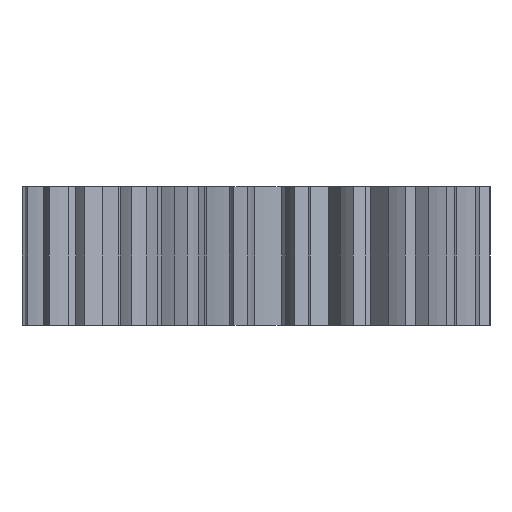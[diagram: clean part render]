
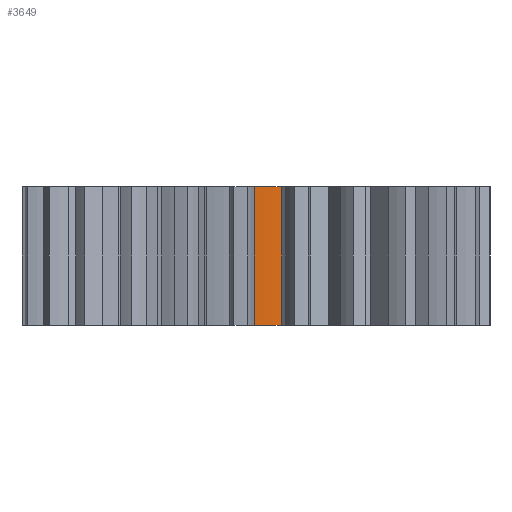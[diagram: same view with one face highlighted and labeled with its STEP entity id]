
A CAD part, front view. The second image highlights one B-rep face of the part: STEP entity #3649.
In plain terms, the highlighted cylindrical face has radius 13.438 mm (diameter 26.876 mm), a partial arc.
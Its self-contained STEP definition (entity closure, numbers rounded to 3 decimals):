
#528=CARTESIAN_POINT('',(0.,0.,0.));
#529=DIRECTION('',(0.,0.,1.));
#530=DIRECTION('',(-0.008,-1.,0.));
#531=AXIS2_PLACEMENT_3D('',#528,#529,#530);
#861=DIRECTION('',(0.,0.,-1.));
#862=VECTOR('',#861,10.);
#863=CARTESIAN_POINT('',(1.851,-13.31,10.));
#864=LINE('',#863,#862);
#865=DIRECTION('',(0.,0.,-1.));
#866=VECTOR('',#865,10.);
#867=CARTESIAN_POINT('',(-0.103,-13.438,10.));
#868=LINE('',#867,#866);
#1677=CARTESIAN_POINT('',(0.,0.,10.));
#1678=DIRECTION('',(0.,0.,1.));
#1679=DIRECTION('',(-0.008,-1.,0.));
#1680=AXIS2_PLACEMENT_3D('',#1677,#1678,#1679);
#2665=CARTESIAN_POINT('',(-0.103,-13.438,0.));
#2666=CARTESIAN_POINT('',(1.851,-13.31,0.));
#2667=VERTEX_POINT('',#2665);
#2668=VERTEX_POINT('',#2666);
#2671=CARTESIAN_POINT('',(-0.103,-13.438,10.));
#2672=CARTESIAN_POINT('',(1.851,-13.31,10.));
#2673=VERTEX_POINT('',#2671);
#2674=VERTEX_POINT('',#2672);
#3636=CARTESIAN_POINT('',(0.,0.,10.));
#3637=DIRECTION('',(0.,0.,1.));
#3638=DIRECTION('',(-1.,0.,0.));
#3639=AXIS2_PLACEMENT_3D('',#3636,#3637,#3638);
#3640=CYLINDRICAL_SURFACE('',#3639,13.438);
#3641=ORIENTED_EDGE('',*,*,#3006,.F.);
#3643=ORIENTED_EDGE('',*,*,#3642,.F.);
#3645=ORIENTED_EDGE('',*,*,#3644,.T.);
#3646=ORIENTED_EDGE('',*,*,#3628,.T.);
#3647=EDGE_LOOP('',(#3641,#3643,#3645,#3646));
#3648=FACE_OUTER_BOUND('',#3647,.F.);
#3649=ADVANCED_FACE('',(#3648),#3640,.T.);
#532=CIRCLE('',#531,13.438);
#1681=CIRCLE('',#1680,13.438);
#3006=EDGE_CURVE('',#2667,#2668,#532,.T.);
#3628=EDGE_CURVE('',#2674,#2668,#864,.T.);
#3642=EDGE_CURVE('',#2673,#2667,#868,.T.);
#3644=EDGE_CURVE('',#2673,#2674,#1681,.T.);
